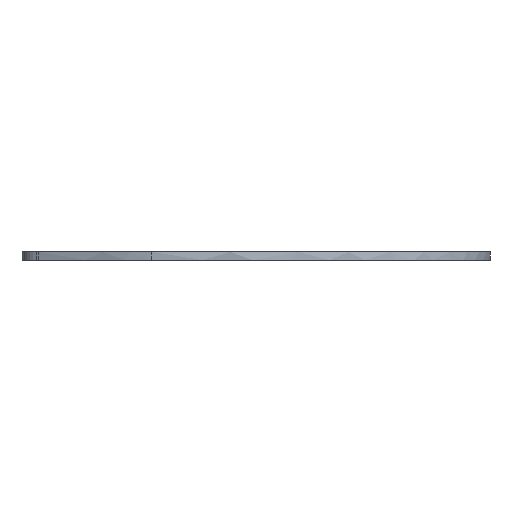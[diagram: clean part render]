
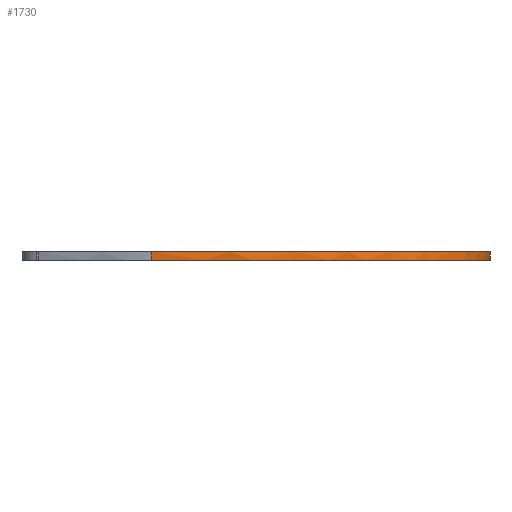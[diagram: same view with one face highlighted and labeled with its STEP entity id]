
A CAD part, left-side view. The second image highlights one B-rep face of the part: STEP entity #1730.
In plain terms, the highlighted free-form (B-spline) face has degree [5, 1] with [15, 2] control points.
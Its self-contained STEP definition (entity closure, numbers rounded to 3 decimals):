
#27=B_SPLINE_SURFACE_WITH_KNOTS('',5,1,((#3760,#3761),(#3762,#3763),(#3764,
#3765),(#3766,#3767),(#3768,#3769),(#3770,#3771),(#3772,#3773),(#3774,#3775),
(#3776,#3777),(#3778,#3779),(#3780,#3781),(#3782,#3783),(#3784,#3785),(#3786,
#3787),(#3788,#3789)),.UNSPECIFIED.,.F.,.F.,.F.,(6,1,1,1,1,1,1,1,1,1,6),
(2,2),(-1.,-0.9,-0.8,-0.7,-0.6,-0.5,-0.4,-0.3,-0.2,-0.1,0.),(0.,0.381),
 .UNSPECIFIED.);
#102=B_SPLINE_CURVE_WITH_KNOTS('',5,(#2425,#2426,#2427,#2428,#2429,#2430,
#2431,#2432,#2433,#2434,#2435,#2436,#2437,#2438,#2439),.UNSPECIFIED.,.F.,
 .F.,(6,1,1,1,1,1,1,1,1,1,6),(0.,0.1,0.2,0.3,0.4,0.5,0.6,0.7,0.8,0.9,1.),
 .UNSPECIFIED.);
#131=B_SPLINE_CURVE_WITH_KNOTS('',5,(#3793,#3794,#3795,#3796,#3797,#3798,
#3799,#3800,#3801,#3802,#3803,#3804,#3805,#3806,#3807),.UNSPECIFIED.,.F.,
 .F.,(6,1,1,1,1,1,1,1,1,1,6),(-1.,-0.9,-0.8,-0.7,-0.6,-0.5,
-0.4,-0.3,-0.2,-0.1,0.),.UNSPECIFIED.);
#235=FACE_OUTER_BOUND('',#355,.T.);
#355=EDGE_LOOP('',(#1481,#1482,#1483,#1484));
#503=LINE('',#3791,#625);
#504=LINE('',#3808,#626);
#625=VECTOR('',#2291,10.);
#626=VECTOR('',#2292,10.);
#757=VERTEX_POINT('',#2408);
#758=VERTEX_POINT('',#2424);
#878=VERTEX_POINT('',#3790);
#879=VERTEX_POINT('',#3792);
#926=EDGE_CURVE('',#757,#758,#102,.T.);
#1104=EDGE_CURVE('',#757,#878,#503,.T.);
#1105=EDGE_CURVE('',#879,#878,#131,.T.);
#1106=EDGE_CURVE('',#758,#879,#504,.T.);
#1481=ORIENTED_EDGE('',*,*,#926,.F.);
#1482=ORIENTED_EDGE('',*,*,#1104,.T.);
#1483=ORIENTED_EDGE('',*,*,#1105,.F.);
#1484=ORIENTED_EDGE('',*,*,#1106,.F.);
#1730=ADVANCED_FACE('',(#235),#27,.T.);
#2291=DIRECTION('',(0.,0.,-1.));
#2292=DIRECTION('',(0.,0.,-1.));
#2408=CARTESIAN_POINT('',(-362.052,6.808,-21.413));
#2424=CARTESIAN_POINT('',(-288.899,-123.63,-21.413));
#2425=CARTESIAN_POINT('Ctrl Pts',(-362.052,6.808,-21.413));
#2426=CARTESIAN_POINT('Ctrl Pts',(-362.481,2.923,-21.413));
#2427=CARTESIAN_POINT('Ctrl Pts',(-363.167,-4.785,-21.413));
#2428=CARTESIAN_POINT('Ctrl Pts',(-363.674,-16.155,-21.413));
#2429=CARTESIAN_POINT('Ctrl Pts',(-363.291,-30.927,-21.413));
#2430=CARTESIAN_POINT('Ctrl Pts',(-360.93,-48.668,-21.413));
#2431=CARTESIAN_POINT('Ctrl Pts',(-356.531,-65.518,-21.413));
#2432=CARTESIAN_POINT('Ctrl Pts',(-349.953,-81.202,-21.413));
#2433=CARTESIAN_POINT('Ctrl Pts',(-341.143,-95.321,-21.413));
#2434=CARTESIAN_POINT('Ctrl Pts',(-330.279,-107.344,-21.413));
#2435=CARTESIAN_POINT('Ctrl Pts',(-317.734,-116.644,-21.413));
#2436=CARTESIAN_POINT('Ctrl Pts',(-306.67,-121.4,-21.413));
#2437=CARTESIAN_POINT('Ctrl Pts',(-297.937,-123.223,-21.413));
#2438=CARTESIAN_POINT('Ctrl Pts',(-291.941,-123.629,-21.413));
#2439=CARTESIAN_POINT('Ctrl Pts',(-288.899,-123.63,-21.413));
#3760=CARTESIAN_POINT('Ctrl Pts',(-288.899,-123.63,-21.413));
#3761=CARTESIAN_POINT('Ctrl Pts',(-288.899,-123.63,-25.223));
#3762=CARTESIAN_POINT('Ctrl Pts',(-291.941,-123.629,-21.413));
#3763=CARTESIAN_POINT('Ctrl Pts',(-291.941,-123.629,-25.223));
#3764=CARTESIAN_POINT('Ctrl Pts',(-297.937,-123.223,-21.413));
#3765=CARTESIAN_POINT('Ctrl Pts',(-297.937,-123.223,-25.223));
#3766=CARTESIAN_POINT('Ctrl Pts',(-306.67,-121.4,-21.413));
#3767=CARTESIAN_POINT('Ctrl Pts',(-306.67,-121.4,-25.223));
#3768=CARTESIAN_POINT('Ctrl Pts',(-317.734,-116.644,-21.413));
#3769=CARTESIAN_POINT('Ctrl Pts',(-317.734,-116.644,-25.223));
#3770=CARTESIAN_POINT('Ctrl Pts',(-330.279,-107.344,-21.413));
#3771=CARTESIAN_POINT('Ctrl Pts',(-330.279,-107.344,-25.223));
#3772=CARTESIAN_POINT('Ctrl Pts',(-341.143,-95.321,-21.413));
#3773=CARTESIAN_POINT('Ctrl Pts',(-341.143,-95.321,-25.223));
#3774=CARTESIAN_POINT('Ctrl Pts',(-349.953,-81.202,-21.413));
#3775=CARTESIAN_POINT('Ctrl Pts',(-349.953,-81.202,-25.223));
#3776=CARTESIAN_POINT('Ctrl Pts',(-356.531,-65.518,-21.413));
#3777=CARTESIAN_POINT('Ctrl Pts',(-356.531,-65.518,-25.223));
#3778=CARTESIAN_POINT('Ctrl Pts',(-360.93,-48.668,-21.413));
#3779=CARTESIAN_POINT('Ctrl Pts',(-360.93,-48.668,-25.223));
#3780=CARTESIAN_POINT('Ctrl Pts',(-363.291,-30.927,-21.413));
#3781=CARTESIAN_POINT('Ctrl Pts',(-363.291,-30.927,-25.223));
#3782=CARTESIAN_POINT('Ctrl Pts',(-363.674,-16.155,-21.413));
#3783=CARTESIAN_POINT('Ctrl Pts',(-363.674,-16.155,-25.223));
#3784=CARTESIAN_POINT('Ctrl Pts',(-363.167,-4.785,-21.413));
#3785=CARTESIAN_POINT('Ctrl Pts',(-363.167,-4.785,-25.223));
#3786=CARTESIAN_POINT('Ctrl Pts',(-362.481,2.923,-21.413));
#3787=CARTESIAN_POINT('Ctrl Pts',(-362.481,2.923,-25.223));
#3788=CARTESIAN_POINT('Ctrl Pts',(-362.052,6.808,-21.413));
#3789=CARTESIAN_POINT('Ctrl Pts',(-362.052,6.808,-25.223));
#3790=CARTESIAN_POINT('',(-362.052,6.808,-24.588));
#3791=CARTESIAN_POINT('',(-362.052,6.808,-21.413));
#3792=CARTESIAN_POINT('',(-288.899,-123.63,-24.588));
#3793=CARTESIAN_POINT('Ctrl Pts',(-288.899,-123.63,-24.588));
#3794=CARTESIAN_POINT('Ctrl Pts',(-291.941,-123.629,-24.588));
#3795=CARTESIAN_POINT('Ctrl Pts',(-297.937,-123.223,-24.588));
#3796=CARTESIAN_POINT('Ctrl Pts',(-306.67,-121.4,-24.588));
#3797=CARTESIAN_POINT('Ctrl Pts',(-317.734,-116.644,-24.588));
#3798=CARTESIAN_POINT('Ctrl Pts',(-330.279,-107.344,-24.588));
#3799=CARTESIAN_POINT('Ctrl Pts',(-341.143,-95.321,-24.588));
#3800=CARTESIAN_POINT('Ctrl Pts',(-349.953,-81.202,-24.588));
#3801=CARTESIAN_POINT('Ctrl Pts',(-356.531,-65.518,-24.588));
#3802=CARTESIAN_POINT('Ctrl Pts',(-360.93,-48.668,-24.588));
#3803=CARTESIAN_POINT('Ctrl Pts',(-363.291,-30.927,-24.588));
#3804=CARTESIAN_POINT('Ctrl Pts',(-363.674,-16.155,-24.588));
#3805=CARTESIAN_POINT('Ctrl Pts',(-363.167,-4.785,-24.588));
#3806=CARTESIAN_POINT('Ctrl Pts',(-362.481,2.923,-24.588));
#3807=CARTESIAN_POINT('Ctrl Pts',(-362.052,6.808,-24.588));
#3808=CARTESIAN_POINT('',(-288.899,-123.63,-21.413));
